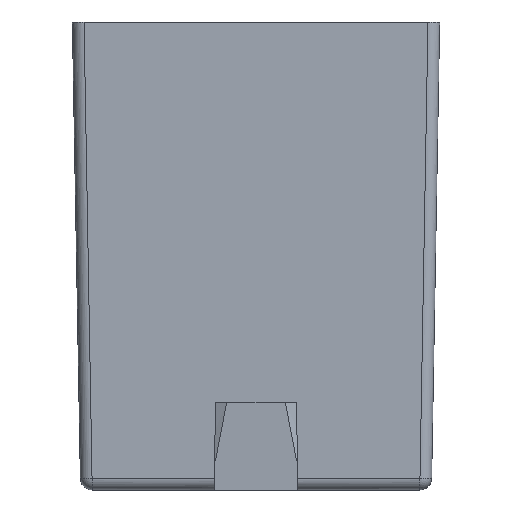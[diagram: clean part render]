
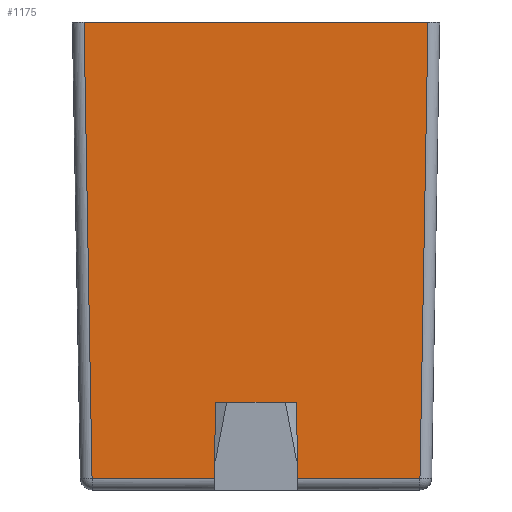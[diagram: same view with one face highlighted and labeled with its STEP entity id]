
A CAD part, left-side view. The second image highlights one B-rep face of the part: STEP entity #1175.
In plain terms, the highlighted planar face has unit normal (-1, 0, -0.018).
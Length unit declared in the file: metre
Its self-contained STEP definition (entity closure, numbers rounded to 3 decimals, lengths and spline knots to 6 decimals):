
#617 = EDGE_CURVE( '', #1514, #1526, #1527, .T. );
#725 = EDGE_CURVE( '', #1703, #1704, #1705, .T. );
#747 = EDGE_CURVE( '', #1514, #1739, #1740, .T. );
#823 = EDGE_CURVE( '', #1526, #1850, #1851, .T. );
#915 = EDGE_CURVE( '', #1739, #1703, #1973, .T. );
#1071 = EDGE_CURVE( '', #1403, #1850, #2173, .T. );
#1087 = EDGE_CURVE( '', #2191, #1704, #2192, .T. );
#1175 = ADVANCED_FACE( '', ( #2301 ), #2302, .T. );
#1221 = EDGE_CURVE( '', #2191, #1403, #2361, .T. );
#1403 = VERTEX_POINT( '', #2549 );
#1514 = VERTEX_POINT( '', #2708 );
#1526 = VERTEX_POINT( '', #2721 );
#1527 = LINE( '', #2722, #2723 );
#1703 = VERTEX_POINT( '', #2990 );
#1704 = VERTEX_POINT( '', #2991 );
#1705 = LINE( '', #2992, #2993 );
#1739 = VERTEX_POINT( '', #3038 );
#1740 = LINE( '', #3039, #3040 );
#1850 = VERTEX_POINT( '', #3192 );
#1851 = LINE( '', #3193, #3194 );
#1973 = LINE( '', #3397, #3398 );
#2173 = LINE( '', #3715, #3716 );
#2191 = VERTEX_POINT( '', #3746 );
#2192 = LINE( '', #3747, #3748 );
#2301 = FACE_OUTER_BOUND( '', #3926, .T. );
#2302 = PLANE( '', #3927 );
#2361 = LINE( '', #4031, #4032 );
#2549 = CARTESIAN_POINT( '', ( -0.001502, 0.001402, 0.000099 ) );
#2708 = CARTESIAN_POINT( '', ( -0.001502, -0.001402, 0.000099 ) );
#2721 = CARTESIAN_POINT( '', ( -0.00157, -0.00147, 0.004001 ) );
#2722 = CARTESIAN_POINT( '', ( -0.001502, -0.001402, 0.000099 ) );
#2723 = VECTOR( '', #4198, 1. );
#2990 = CARTESIAN_POINT( '', ( -0.001513, -0.000346, 0.000751 ) );
#2991 = CARTESIAN_POINT( '', ( -0.001513, 0.000346, 0.000751 ) );
#2992 = CARTESIAN_POINT( '', ( -0.001513, -0.000346, 0.000751 ) );
#2993 = VECTOR( '', #4389, 1. );
#3038 = CARTESIAN_POINT( '', ( -0.001502, -0.000357, 0.000099 ) );
#3039 = CARTESIAN_POINT( '', ( -0.001502, -0.001402, 0.000099 ) );
#3040 = VECTOR( '', #4435, 1. );
#3192 = CARTESIAN_POINT( '', ( -0.00157, 0.00147, 0.004001 ) );
#3193 = CARTESIAN_POINT( '', ( -0.00157, -0.00147, 0.004001 ) );
#3194 = VECTOR( '', #4560, 1. );
#3397 = CARTESIAN_POINT( '', ( -0.001502, -0.000357, 0.000099 ) );
#3398 = VECTOR( '', #4678, 1. );
#3715 = CARTESIAN_POINT( '', ( -0.001502, 0.001402, 0.000099 ) );
#3716 = VECTOR( '', #4931, 1. );
#3746 = CARTESIAN_POINT( '', ( -0.001502, 0.000357, 0.000099 ) );
#3747 = CARTESIAN_POINT( '', ( -0.001502, 0.000357, 0.000099 ) );
#3748 = VECTOR( '', #4948, 1. );
#3926 = EDGE_LOOP( '', ( #5049, #5050, #5051, #5052, #5053, #5054, #5055, #5056 ) );
#3927 = AXIS2_PLACEMENT_3D( '', #5057, #5058, #5059 );
#4031 = CARTESIAN_POINT( '', ( -0.001502, 0.000357, 0.000099 ) );
#4032 = VECTOR( '', #5127, 1. );
#4198 = DIRECTION( '', ( -0.017, -0.017, 1. ) );
#4389 = DIRECTION( '', ( 0., 1., 0. ) );
#4435 = DIRECTION( '', ( 0., 1., 0. ) );
#4560 = DIRECTION( '', ( 0., 1., 0. ) );
#4678 = DIRECTION( '', ( -0.017, 0.017, 1. ) );
#4931 = DIRECTION( '', ( -0.017, 0.017, 1. ) );
#4948 = DIRECTION( '', ( -0.017, -0.017, 1. ) );
#5049 = ORIENTED_EDGE( '', *, *, #617, .T. );
#5050 = ORIENTED_EDGE( '', *, *, #823, .T. );
#5051 = ORIENTED_EDGE( '', *, *, #1071, .F. );
#5052 = ORIENTED_EDGE( '', *, *, #1221, .F. );
#5053 = ORIENTED_EDGE( '', *, *, #1087, .T. );
#5054 = ORIENTED_EDGE( '', *, *, #725, .F. );
#5055 = ORIENTED_EDGE( '', *, *, #915, .F. );
#5056 = ORIENTED_EDGE( '', *, *, #747, .F. );
#5057 = CARTESIAN_POINT( '', ( -0.001535, 0., 0.002001 ) );
#5058 = DIRECTION( '', ( -1., 0., -0.017 ) );
#5059 = DIRECTION( '', ( -0.017, 0., 1. ) );
#5127 = DIRECTION( '', ( 0., 1., 0. ) );
